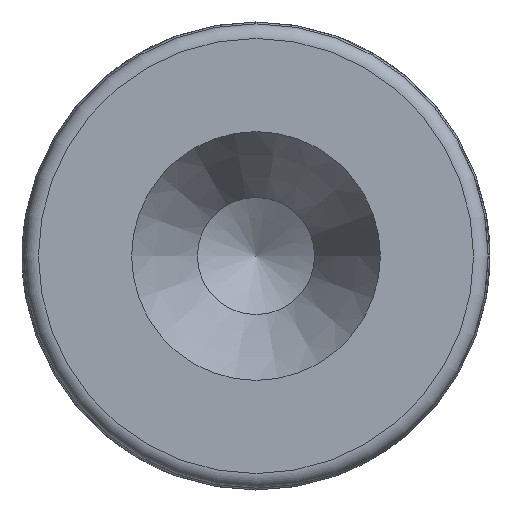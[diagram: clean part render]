
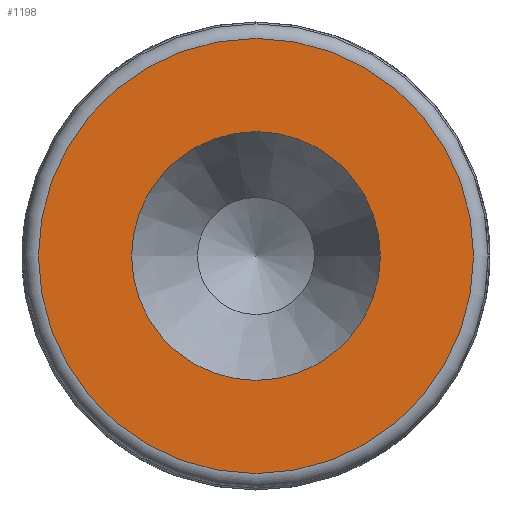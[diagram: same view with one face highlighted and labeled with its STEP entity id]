
A CAD part, left-side view. The second image highlights one B-rep face of the part: STEP entity #1198.
In plain terms, the highlighted planar face has unit normal (-1, 0, 0).
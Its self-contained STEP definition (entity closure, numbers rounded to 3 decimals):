
#69=FACE_BOUND('',#159,.T.);
#92=FACE_OUTER_BOUND('',#158,.T.);
#158=EDGE_LOOP('',(#839,#840));
#159=EDGE_LOOP('',(#841,#842));
#380=CIRCLE('',#1306,4.252);
#381=CIRCLE('',#1307,4.252);
#382=CIRCLE('',#1309,7.437);
#383=CIRCLE('',#1310,7.437);
#483=VERTEX_POINT('',#1929);
#484=VERTEX_POINT('',#1931);
#485=VERTEX_POINT('',#1935);
#486=VERTEX_POINT('',#1936);
#626=EDGE_CURVE('',#484,#483,#380,.T.);
#627=EDGE_CURVE('',#483,#484,#381,.T.);
#628=EDGE_CURVE('',#485,#486,#382,.T.);
#629=EDGE_CURVE('',#486,#485,#383,.T.);
#839=ORIENTED_EDGE('',*,*,#628,.F.);
#840=ORIENTED_EDGE('',*,*,#629,.F.);
#841=ORIENTED_EDGE('',*,*,#626,.T.);
#842=ORIENTED_EDGE('',*,*,#627,.T.);
#1158=PLANE('',#1308);
#1198=ADVANCED_FACE('',(#92,#69),#1158,.T.);
#1306=AXIS2_PLACEMENT_3D('',#1932,#1528,#1529);
#1307=AXIS2_PLACEMENT_3D('',#1933,#1530,#1531);
#1308=AXIS2_PLACEMENT_3D('',#1934,#1532,#1533);
#1309=AXIS2_PLACEMENT_3D('',#1937,#1534,#1535);
#1310=AXIS2_PLACEMENT_3D('',#1938,#1536,#1537);
#1528=DIRECTION('center_axis',(1.,0.,0.));
#1529=DIRECTION('ref_axis',(0.,0.,-1.));
#1530=DIRECTION('center_axis',(1.,0.,0.));
#1531=DIRECTION('ref_axis',(0.,0.,-1.));
#1532=DIRECTION('center_axis',(-1.,0.,0.));
#1533=DIRECTION('ref_axis',(0.,0.,1.));
#1534=DIRECTION('center_axis',(1.,0.,0.));
#1535=DIRECTION('ref_axis',(0.,0.,-1.));
#1536=DIRECTION('center_axis',(1.,0.,0.));
#1537=DIRECTION('ref_axis',(0.,0.,-1.));
#1929=CARTESIAN_POINT('',(-140.,-4.252,0.));
#1931=CARTESIAN_POINT('',(-140.,4.252,0.));
#1932=CARTESIAN_POINT('Origin',(-140.,0.,0.));
#1933=CARTESIAN_POINT('Origin',(-140.,0.,0.));
#1934=CARTESIAN_POINT('Origin',(-140.,7.438,0.));
#1935=CARTESIAN_POINT('',(-140.,7.438,0.));
#1936=CARTESIAN_POINT('',(-140.,0.,7.437));
#1937=CARTESIAN_POINT('Origin',(-140.,0.,0.));
#1938=CARTESIAN_POINT('Origin',(-140.,0.,0.));
